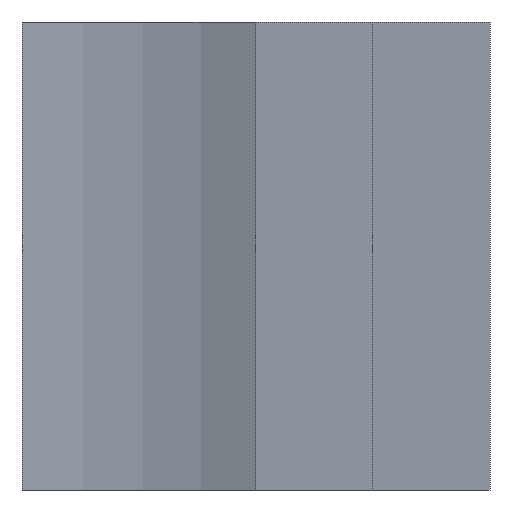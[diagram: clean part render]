
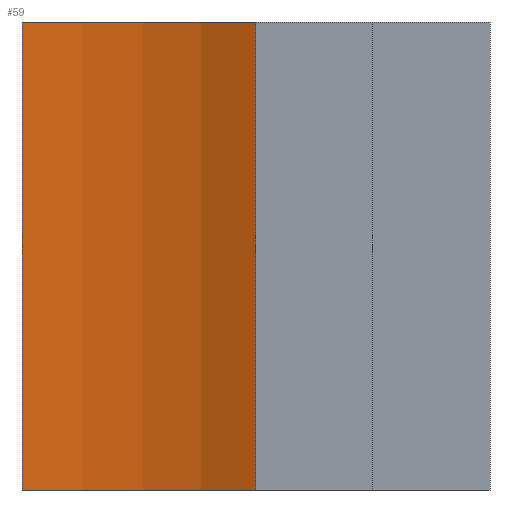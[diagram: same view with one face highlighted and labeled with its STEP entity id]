
A CAD part, left-side view. The second image highlights one B-rep face of the part: STEP entity #59.
In plain terms, the highlighted cylindrical face has radius 1 mm (diameter 2 mm), a partial arc.
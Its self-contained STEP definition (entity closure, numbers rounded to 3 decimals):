
#59=ADVANCED_FACE('',(#77),#78,.F.);
#77=FACE_OUTER_BOUND('',#101,.T.);
#78=CYLINDRICAL_SURFACE('',#102,1.0);
#101=EDGE_LOOP('',(#150,#151,#152,#153));
#102=AXIS2_PLACEMENT_3D('',#154,#155,#156);
#150=ORIENTED_EDGE('',*,*,#202,.F.);
#151=ORIENTED_EDGE('',*,*,#210,.F.);
#152=ORIENTED_EDGE('',*,*,#208,.T.);
#153=ORIENTED_EDGE('',*,*,#206,.F.);
#154=CARTESIAN_POINT('',(0.0,0.0,0.0));
#155=DIRECTION('',(0.0,0.0,-1.0));
#156=DIRECTION('',(1.0,0.0,0.0));
#202=EDGE_CURVE('',#228,#223,#230,.T.);
#206=EDGE_CURVE('',#223,#236,#237,.T.);
#208=EDGE_CURVE('',#239,#236,#240,.T.);
#210=EDGE_CURVE('',#239,#228,#242,.T.);
#223=VERTEX_POINT('',#263);
#228=VERTEX_POINT('',#270);
#230=LINE('',#273,#274);
#236=VERTEX_POINT('',#281);
#237=CIRCLE('',#282,1.0);
#239=VERTEX_POINT('',#285);
#240=LINE('',#286,#287);
#242=CIRCLE('',#290,1.0);
#263=CARTESIAN_POINT('',(0.866,-0.5,-0.5));
#270=CARTESIAN_POINT('',(0.866,-0.5,0.5));
#273=CARTESIAN_POINT('',(0.866,-0.5,0.0));
#274=VECTOR('',#322,1.0);
#281=CARTESIAN_POINT('',(1.0,0.,-0.5));
#282=AXIS2_PLACEMENT_3D('',#330,#331,#332);
#285=CARTESIAN_POINT('',(1.0,0.,0.5));
#286=CARTESIAN_POINT('',(1.0,0.,0.0));
#287=VECTOR('',#334,1.0);
#290=AXIS2_PLACEMENT_3D('',#336,#337,#338);
#322=DIRECTION('',(-0.0,0.0,-1.0));
#330=CARTESIAN_POINT('',(0.0,0.0,-0.5));
#331=DIRECTION('',(0.0,-0.0,1.0));
#332=DIRECTION('',(1.0,0.0,0.0));
#334=DIRECTION('',(-0.0,0.0,-1.0));
#336=CARTESIAN_POINT('',(0.0,0.0,0.5));
#337=DIRECTION('',(0.0,0.0,-1.0));
#338=DIRECTION('',(1.0,0.0,0.0));
